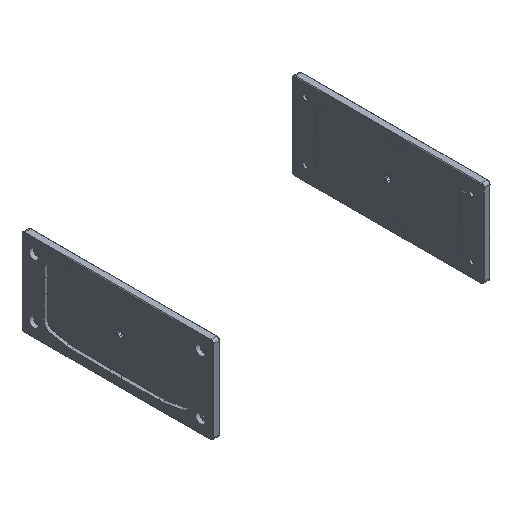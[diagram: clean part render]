
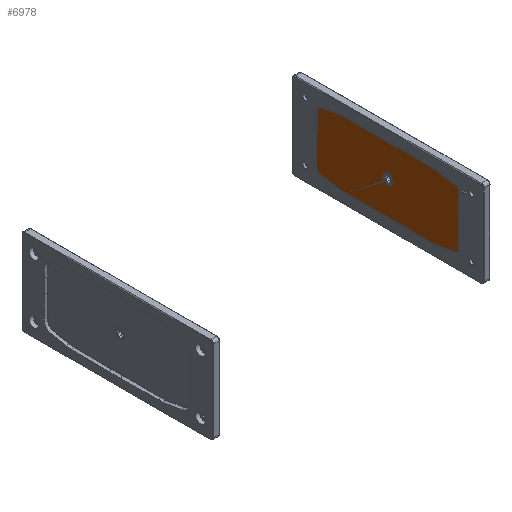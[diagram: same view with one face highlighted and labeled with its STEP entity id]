
A CAD part, isometric view. The second image highlights one B-rep face of the part: STEP entity #6978.
In plain terms, the highlighted face is planar.
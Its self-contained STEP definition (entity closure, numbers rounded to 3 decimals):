
#550=FACE_BOUND('',#1396,.T.);
#684=PLANE('',#7472);
#988=FACE_OUTER_BOUND('',#1395,.T.);
#1395=EDGE_LOOP('',(#5895,#5896,#5897,#5898,#5899,#5900,#5901,#5902,#5903,
#5904,#5905,#5906,#5907,#5908,#5909,#5910,#5911,#5912,#5913,#5914,#5915,
#5916,#5917,#5918));
#1396=EDGE_LOOP('',(#5919));
#1797=LINE('',#12626,#2303);
#1801=LINE('',#12635,#2307);
#1805=LINE('',#12642,#2311);
#1808=LINE('',#12648,#2314);
#1813=LINE('',#12675,#2319);
#1818=LINE('',#12688,#2324);
#1827=LINE('',#12770,#2333);
#1856=LINE('',#13121,#2362);
#1872=LINE('',#13291,#2378);
#1882=LINE('',#13495,#2388);
#1884=LINE('',#13499,#2390);
#1900=LINE('',#13661,#2406);
#1902=LINE('',#13665,#2408);
#1904=LINE('',#13670,#2410);
#1905=LINE('',#13672,#2411);
#1906=LINE('',#13674,#2412);
#2303=VECTOR('',#8413,10.);
#2307=VECTOR('',#8419,10.);
#2311=VECTOR('',#8425,10.);
#2314=VECTOR('',#8430,10.);
#2319=VECTOR('',#8439,10.);
#2324=VECTOR('',#8452,10.);
#2333=VECTOR('',#8471,10.);
#2362=VECTOR('',#8544,10.);
#2378=VECTOR('',#8584,10.);
#2388=VECTOR('',#8610,10.);
#2390=VECTOR('',#8614,10.);
#2406=VECTOR('',#8660,10.);
#2408=VECTOR('',#8664,10.);
#2410=VECTOR('',#8672,10.);
#2411=VECTOR('',#8675,10.);
#2412=VECTOR('',#8678,10.);
#2658=CIRCLE('',#7392,3.6);
#2659=CIRCLE('',#7400,3.25);
#2663=CIRCLE('',#7409,3.25);
#2679=CIRCLE('',#7431,3.25);
#2686=CIRCLE('',#7445,3.25);
#2687=CIRCLE('',#7448,18.);
#2688=CIRCLE('',#7452,18.);
#2689=CIRCLE('',#7464,18.);
#2690=CIRCLE('',#7468,18.);
#3092=VERTEX_POINT('',#12616);
#3095=VERTEX_POINT('',#12623);
#3096=VERTEX_POINT('',#12625);
#3099=VERTEX_POINT('',#12632);
#3100=VERTEX_POINT('',#12634);
#3102=VERTEX_POINT('',#12640);
#3104=VERTEX_POINT('',#12646);
#3111=VERTEX_POINT('',#12672);
#3112=VERTEX_POINT('',#12674);
#3113=VERTEX_POINT('',#12678);
#3116=VERTEX_POINT('',#12686);
#3127=VERTEX_POINT('',#12767);
#3128=VERTEX_POINT('',#12769);
#3173=VERTEX_POINT('',#13119);
#3174=VERTEX_POINT('',#13120);
#3175=VERTEX_POINT('',#13125);
#3199=VERTEX_POINT('',#13290);
#3201=VERTEX_POINT('',#13353);
#3206=VERTEX_POINT('',#13490);
#3207=VERTEX_POINT('',#13494);
#3208=VERTEX_POINT('',#13498);
#3213=VERTEX_POINT('',#13654);
#3214=VERTEX_POINT('',#13655);
#3215=VERTEX_POINT('',#13660);
#3216=VERTEX_POINT('',#13664);
#3961=EDGE_CURVE('',#3092,#3092,#2658,.T.);
#3965=EDGE_CURVE('',#3095,#3096,#1797,.T.);
#3969=EDGE_CURVE('',#3099,#3100,#1801,.T.);
#3973=EDGE_CURVE('',#3102,#3095,#1805,.T.);
#3976=EDGE_CURVE('',#3104,#3099,#1808,.T.);
#3983=EDGE_CURVE('',#3111,#3112,#1813,.T.);
#3985=EDGE_CURVE('',#3111,#3113,#2659,.T.);
#3990=EDGE_CURVE('',#3104,#3116,#1818,.T.);
#4003=EDGE_CURVE('',#3128,#3127,#1827,.T.);
#4005=EDGE_CURVE('',#3127,#3112,#2663,.T.);
#4061=EDGE_CURVE('',#3173,#3174,#1856,.T.);
#4064=EDGE_CURVE('',#3175,#3173,#2679,.T.);
#4096=EDGE_CURVE('',#3199,#3175,#1872,.T.);
#4102=EDGE_CURVE('',#3201,#3199,#2686,.T.);
#4111=EDGE_CURVE('',#3174,#3206,#2687,.T.);
#4113=EDGE_CURVE('',#3206,#3207,#1882,.T.);
#4115=EDGE_CURVE('',#3207,#3208,#1884,.T.);
#4117=EDGE_CURVE('',#3208,#3128,#2688,.T.);
#4134=EDGE_CURVE('',#3213,#3214,#2689,.T.);
#4137=EDGE_CURVE('',#3215,#3213,#1900,.T.);
#4139=EDGE_CURVE('',#3216,#3215,#1902,.T.);
#4141=EDGE_CURVE('',#3116,#3216,#2690,.T.);
#4142=EDGE_CURVE('',#3113,#3100,#1904,.T.);
#4143=EDGE_CURVE('',#3214,#3096,#1905,.T.);
#4144=EDGE_CURVE('',#3102,#3201,#1906,.T.);
#5895=ORIENTED_EDGE('',*,*,#3965,.F.);
#5896=ORIENTED_EDGE('',*,*,#3973,.F.);
#5897=ORIENTED_EDGE('',*,*,#4144,.T.);
#5898=ORIENTED_EDGE('',*,*,#4102,.T.);
#5899=ORIENTED_EDGE('',*,*,#4096,.T.);
#5900=ORIENTED_EDGE('',*,*,#4064,.T.);
#5901=ORIENTED_EDGE('',*,*,#4061,.T.);
#5902=ORIENTED_EDGE('',*,*,#4111,.T.);
#5903=ORIENTED_EDGE('',*,*,#4113,.T.);
#5904=ORIENTED_EDGE('',*,*,#4115,.T.);
#5905=ORIENTED_EDGE('',*,*,#4117,.T.);
#5906=ORIENTED_EDGE('',*,*,#4003,.T.);
#5907=ORIENTED_EDGE('',*,*,#4005,.T.);
#5908=ORIENTED_EDGE('',*,*,#3983,.F.);
#5909=ORIENTED_EDGE('',*,*,#3985,.T.);
#5910=ORIENTED_EDGE('',*,*,#4142,.T.);
#5911=ORIENTED_EDGE('',*,*,#3969,.F.);
#5912=ORIENTED_EDGE('',*,*,#3976,.F.);
#5913=ORIENTED_EDGE('',*,*,#3990,.T.);
#5914=ORIENTED_EDGE('',*,*,#4141,.T.);
#5915=ORIENTED_EDGE('',*,*,#4139,.T.);
#5916=ORIENTED_EDGE('',*,*,#4137,.T.);
#5917=ORIENTED_EDGE('',*,*,#4134,.T.);
#5918=ORIENTED_EDGE('',*,*,#4143,.T.);
#5919=ORIENTED_EDGE('',*,*,#3961,.T.);
#6978=ADVANCED_FACE('',(#988,#550),#684,.T.);
#7392=AXIS2_PLACEMENT_3D('',#12617,#8406,#8407);
#7400=AXIS2_PLACEMENT_3D('',#12679,#8443,#8444);
#7409=AXIS2_PLACEMENT_3D('',#12773,#8475,#8476);
#7431=AXIS2_PLACEMENT_3D('',#13126,#8549,#8550);
#7445=AXIS2_PLACEMENT_3D('',#13354,#8595,#8596);
#7448=AXIS2_PLACEMENT_3D('',#13491,#8605,#8606);
#7452=AXIS2_PLACEMENT_3D('',#13502,#8618,#8619);
#7464=AXIS2_PLACEMENT_3D('',#13656,#8654,#8655);
#7468=AXIS2_PLACEMENT_3D('',#13668,#8668,#8669);
#7472=AXIS2_PLACEMENT_3D('',#13675,#8679,#8680);
#8406=DIRECTION('center_axis',(0.,0.,
-1.));
#8407=DIRECTION('ref_axis',(0.,-1.,0.));
#8413=DIRECTION('',(-1.,0.,0.));
#8419=DIRECTION('',(0.,1.,0.));
#8425=DIRECTION('',(0.,-1.,0.));
#8430=DIRECTION('',(-1.,0.,0.));
#8439=DIRECTION('',(0.,1.,0.));
#8443=DIRECTION('center_axis',(0.,0.,
1.));
#8444=DIRECTION('ref_axis',(-1.,0.,0.));
#8452=DIRECTION('',(0.985,-0.173,0.));
#8471=DIRECTION('',(-0.985,-0.173,0.));
#8475=DIRECTION('center_axis',(0.,0.,
1.));
#8476=DIRECTION('ref_axis',(-0.173,0.985,0.));
#8544=DIRECTION('',(-0.985,0.173,0.));
#8549=DIRECTION('center_axis',(0.,0.,
1.));
#8550=DIRECTION('ref_axis',(1.,0.,0.));
#8584=DIRECTION('',(0.,1.,0.));
#8595=DIRECTION('center_axis',(0.,0.,
1.));
#8596=DIRECTION('ref_axis',(0.173,-0.985,0.));
#8605=DIRECTION('center_axis',(0.,0.,
1.));
#8606=DIRECTION('ref_axis',(0.173,0.985,0.));
#8610=DIRECTION('',(-1.,0.,0.));
#8614=DIRECTION('',(-1.,0.,0.));
#8618=DIRECTION('center_axis',(0.,0.,
1.));
#8619=DIRECTION('ref_axis',(0.,1.,0.));
#8654=DIRECTION('center_axis',(0.,0.,
1.));
#8655=DIRECTION('ref_axis',(0.,-1.,0.));
#8660=DIRECTION('',(1.,0.,0.));
#8664=DIRECTION('',(1.,0.,0.));
#8668=DIRECTION('center_axis',(0.,0.,
1.));
#8669=DIRECTION('ref_axis',(-0.173,-0.985,0.));
#8672=DIRECTION('',(0.985,-0.173,0.));
#8675=DIRECTION('',(0.985,0.173,0.));
#8678=DIRECTION('',(0.985,0.173,0.));
#8679=DIRECTION('center_axis',(0.,0.,
1.));
#8680=DIRECTION('ref_axis',(-1.,0.,0.));
#12616=CARTESIAN_POINT('',(0.,156.212,-30.));
#12617=CARTESIAN_POINT('Origin',(0.,152.612,-30.));
#12623=CARTESIAN_POINT('',(39.,129.6,-30.));
#12625=CARTESIAN_POINT('',(38.413,129.6,-30.));
#12626=CARTESIAN_POINT('',(0.,129.6,-30.));
#12632=CARTESIAN_POINT('',(-39.,129.6,-30.));
#12634=CARTESIAN_POINT('',(-39.,129.703,-30.));
#12635=CARTESIAN_POINT('',(-39.,147.725,-30.));
#12640=CARTESIAN_POINT('',(39.,129.703,-30.));
#12642=CARTESIAN_POINT('',(39.,147.725,-30.));
#12646=CARTESIAN_POINT('',(-38.413,129.6,-30.));
#12648=CARTESIAN_POINT('',(0.,129.6,-30.));
#12672=CARTESIAN_POINT('',(-51.225,134.579,-30.));
#12674=CARTESIAN_POINT('',(-51.225,169.921,-30.));
#12675=CARTESIAN_POINT('',(-51.225,152.214,-30.));
#12678=CARTESIAN_POINT('',(-48.537,131.378,-30.));
#12679=CARTESIAN_POINT('Origin',(-47.975,134.579,-30.));
#12686=CARTESIAN_POINT('',(-35.258,129.046,-30.));
#12688=CARTESIAN_POINT('',(-26.24,127.463,-30.));
#12767=CARTESIAN_POINT('',(-48.537,173.122,-30.));
#12769=CARTESIAN_POINT('',(-35.258,175.454,-30.));
#12770=CARTESIAN_POINT('',(-19.6,178.203,-30.));
#12773=CARTESIAN_POINT('Origin',(-47.975,169.921,-30.));
#13119=CARTESIAN_POINT('',(48.537,173.122,-30.));
#13120=CARTESIAN_POINT('',(35.258,175.454,-30.));
#13121=CARTESIAN_POINT('',(26.24,177.037,-30.));
#13125=CARTESIAN_POINT('',(51.225,169.921,-30.));
#13126=CARTESIAN_POINT('Origin',(47.975,169.921,-30.));
#13290=CARTESIAN_POINT('',(51.225,134.579,-30.));
#13291=CARTESIAN_POINT('',(51.225,152.214,-30.));
#13353=CARTESIAN_POINT('',(48.537,131.378,-30.));
#13354=CARTESIAN_POINT('Origin',(47.975,134.579,-30.));
#13490=CARTESIAN_POINT('',(32.146,175.725,-30.));
#13491=CARTESIAN_POINT('Origin',(32.146,157.725,-30.));
#13494=CARTESIAN_POINT('',(0.,175.725,-30.));
#13495=CARTESIAN_POINT('',(16.073,175.725,-30.));
#13498=CARTESIAN_POINT('',(-32.146,175.725,-30.));
#13499=CARTESIAN_POINT('',(0.,175.725,-30.));
#13502=CARTESIAN_POINT('Origin',(-32.146,157.725,-30.));
#13654=CARTESIAN_POINT('',(32.146,128.775,-30.));
#13655=CARTESIAN_POINT('',(35.258,129.046,-30.));
#13656=CARTESIAN_POINT('Origin',(32.146,146.775,-30.));
#13660=CARTESIAN_POINT('',(0.,128.775,-30.));
#13661=CARTESIAN_POINT('',(0.,128.775,-30.));
#13664=CARTESIAN_POINT('',(-32.146,128.775,-30.));
#13665=CARTESIAN_POINT('',(-16.073,128.775,-30.));
#13668=CARTESIAN_POINT('Origin',(-32.146,146.775,-30.));
#13670=CARTESIAN_POINT('',(-26.24,127.463,-30.));
#13672=CARTESIAN_POINT('',(19.6,126.297,-30.));
#13674=CARTESIAN_POINT('',(19.6,126.297,-30.));
#13675=CARTESIAN_POINT('Origin',(0.,144.6,
-30.));
